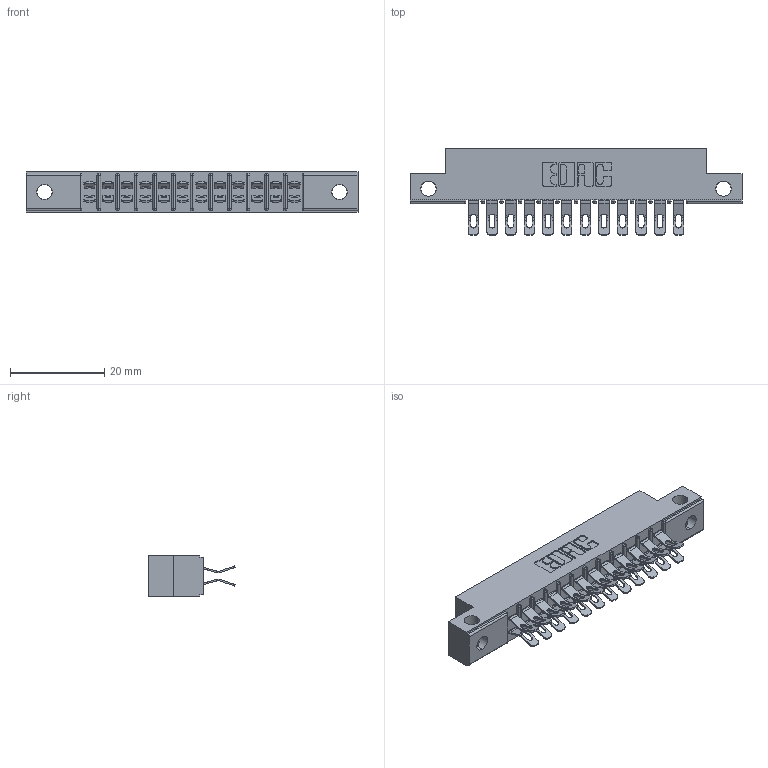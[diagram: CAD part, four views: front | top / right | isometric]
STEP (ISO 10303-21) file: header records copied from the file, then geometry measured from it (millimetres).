
FILE_DESCRIPTION (( 'STEP AP203' ), '1' );
FILE_NAME ('355-024-555-512.STEP', '2020-09-20T05:35:15', ( '' ), ( '' ), 'SwSTEP 2.0', 'SolidWorks 2020', '' );
FILE_SCHEMA (( 'CONFIG_CONTROL_DESIGN' ));
Length unit declared in the file: inch
Products named in the file (3): 305 Part_.128 Dia; 355-024-555-512; 305-290-001_555
Assembly tree (25 placements, depth 2):
  355-024-555-512
    305 Part_.128 Dia
    305-290-001_555  x24
Bounding box: 70.56 x 18.41 x 8.71 mm (x, y, z)
Volume: 4203.2 mm3; surface area: 8142.1 mm2
Topology: 25 solids, 25 shells, 1712 faces, 5092 edges, 3324 vertices
Faces by surface type: plane 836, cylinder 828, sphere 48
Entity records: 17675 total; most frequent: CARTESIAN_POINT 2992, ORIENTED_EDGE 2912, DIRECTION 2852, EDGE_CURVE 1456, LINE 1108, VECTOR 1108, VERTEX_POINT 932, AXIS2_PLACEMENT_3D 872
